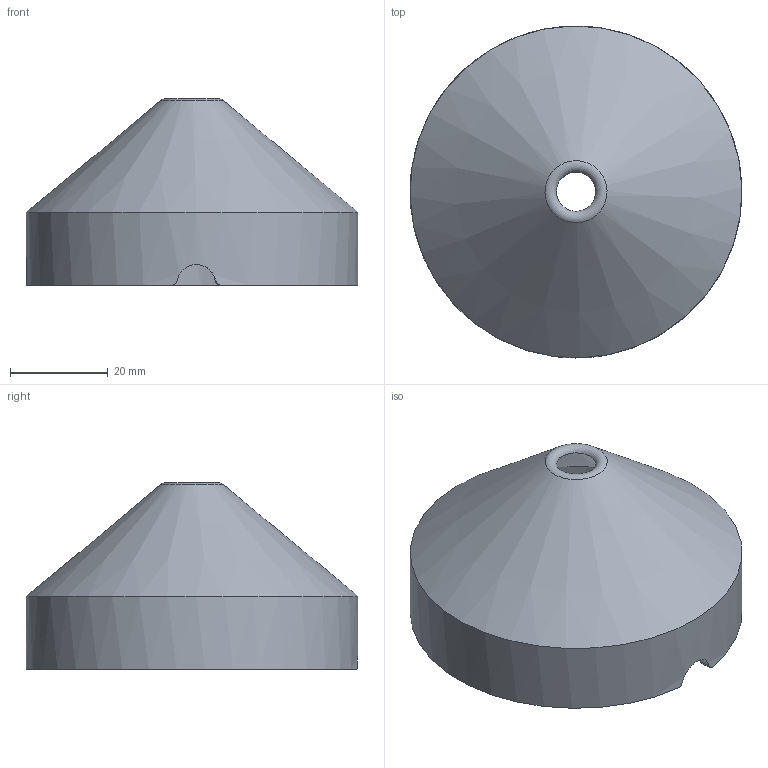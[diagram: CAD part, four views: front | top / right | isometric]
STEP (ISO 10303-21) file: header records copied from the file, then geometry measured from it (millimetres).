
FILE_DESCRIPTION(/* description */ (''),/* implementation_level */ '2;1');
FILE_NAME(/* name */ 'Cousa_lighshield _v4_toPrint.step',/* time_stamp */ '2024-07-11T14:29:15-05:00',/* author */ (''),/* organization */ (''),/* preprocessor_version */ 'ST-DEVELOPER v20',/* originating_system */ 'Autodesk Translation Framework v13.14.0.145',/* authorisation */ '');
FILE_SCHEMA (('AUTOMOTIVE_DESIGN { 1 0 10303 214 3 1 1 }'));
Length unit declared in the file: millimetre
Products named in the file (1): Cousa_lighshield _v4
Bounding box: 67.98 x 67.99 x 38.19 mm (x, y, z)
Volume: 15507.5 mm3; surface area: 15152 mm2
Topology: 1 solids, 1 shells, 9 faces, 23 edges, 14 vertices
Faces by surface type: cylinder 5, cone 2, torus 1, plane 1
Full cylindrical faces by diameter (mm): 63.4 x1, 68 x1
Entity records: 372 total; most frequent: CARTESIAN_POINT 119, ORIENTED_EDGE 46, DIRECTION 42, EDGE_CURVE 23, AXIS2_PLACEMENT_3D 17, VERTEX_POINT 14, FACE_OUTER_BOUND 9, EDGE_LOOP 9
